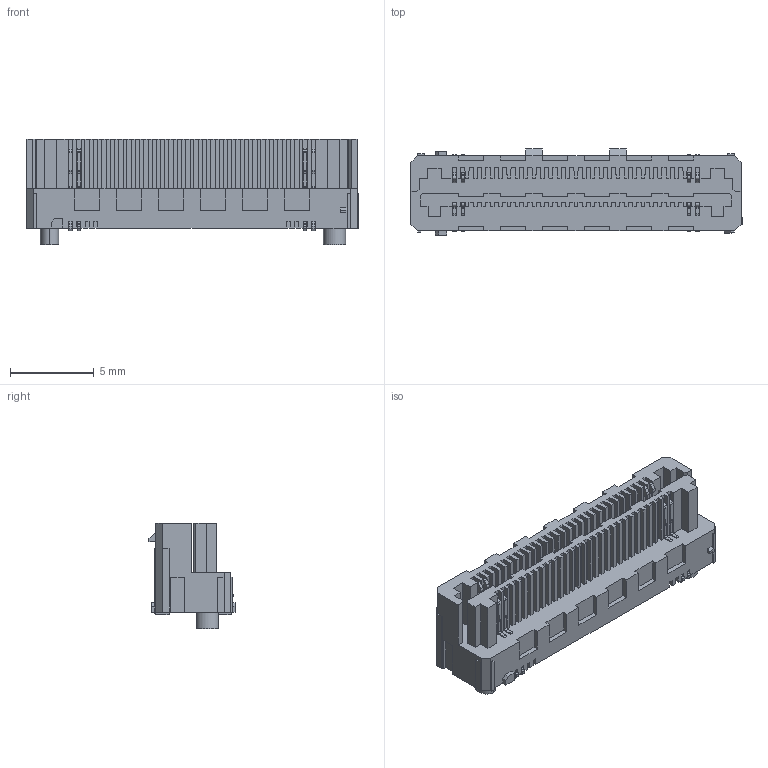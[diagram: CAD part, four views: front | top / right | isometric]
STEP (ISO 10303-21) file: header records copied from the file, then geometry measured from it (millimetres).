
FILE_DESCRIPTION((''),'2;1');
FILE_NAME('SAMTEC_LSHM-130-04.0-L-DV-A-N.stp','2014-05-26T11:00:16',(''),(''),'Mechanical Desktop 2011','Mechanical Desktop 2011',', , ');
FILE_SCHEMA(('AUTOMOTIVE_DESIGN { 1 2 10303 214 1 1 1 1 }'));
Length unit declared in the file: millimetre
Products named in the file (1): Product
Bounding box: 19.8 x 5.13 x 6.3 mm (x, y, z)
Volume: 283.3 mm3; surface area: 853.4 mm2
Topology: 32 solids, 32 shells, 757 faces, 2070 edges, 1380 vertices
Faces by surface type: plane 574, cylinder 102, bspline 81
Entity records: 23706 total; most frequent: CARTESIAN_POINT 4479, ORIENTED_EDGE 4140, DIRECTION 3632, EDGE_CURVE 2070, VECTOR 1862, LINE 1862, VERTEX_POINT 1380, AXIS2_PLACEMENT_3D 885
